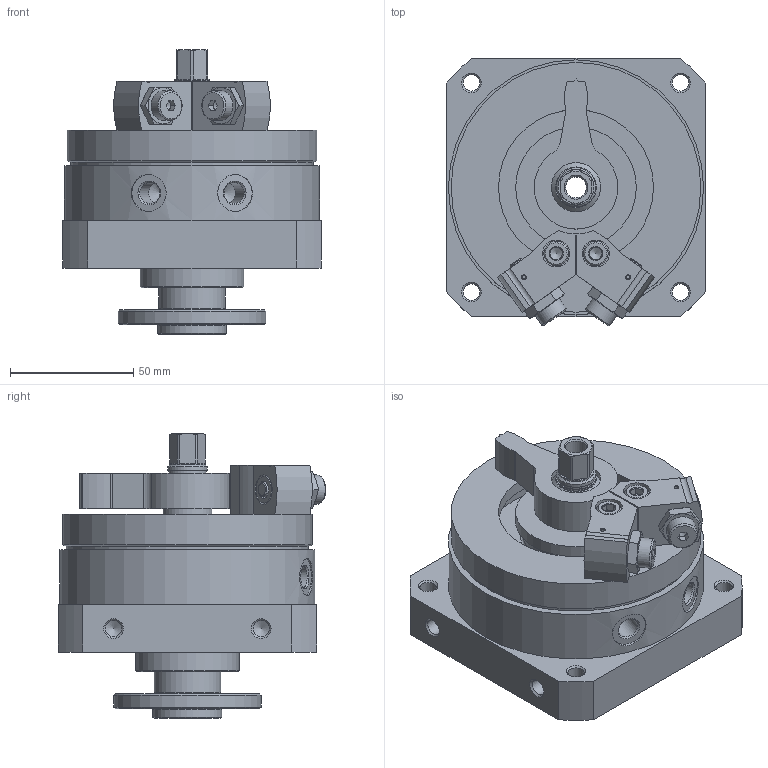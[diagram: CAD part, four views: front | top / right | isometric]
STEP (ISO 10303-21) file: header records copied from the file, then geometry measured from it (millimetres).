
FILE_DESCRIPTION(/* description */ ('STEP AP214'),/* implementation_level */ '2;1');
FILE_NAME(/* name */ '547583_DSM-32-270-P-FW-A-B',/* time_stamp */ '2024-08-21T18:26:09+02:00',/* author */ ('License CC BY-ND 4.0'),/* organization */ ('CADENAS'),/* preprocessor_version */ 'ST-DEVELOPER v19.3',/* originating_system */ 'PARTsolutions',/* authorisation */ ' ');
FILE_SCHEMA (('AUTOMOTIVE_DESIGN {1 0 10303 214 3 1 1}'));
Length unit declared in the file: millimetre
Products named in the file (10): 547583 DSM-32-270-P-FW-A-B--(0); 547583 DSM-32-270-P-FW-A-B_G---(B); 704065 DSM-32-BR---(HZ); 710517 DSM-32-P-B; 371075 SLT-16; 342622 DSM-32_NS; DIN-912 - M6x25(F); 348987 SPZ-20 M12X1-4-15; 704064 DSM-32-BL---(HZ); 547583 DSM-32-270-P-FW-A-B_K---(B)
Assembly tree (14 placements, depth 2):
  547583 DSM-32-270-P-FW-A-B--(0)
    547583 DSM-32-270-P-FW-A-B_G---(B)
    704065 DSM-32-BR---(HZ)
    710517 DSM-32-P-B  x2
    371075 SLT-16  x2
    342622 DSM-32_NS  x2
    DIN-912 - M6x25(F)  x2
    348987 SPZ-20 M12X1-4-15  x2
    704064 DSM-32-BL---(HZ)
    547583 DSM-32-270-P-FW-A-B_K---(B)
Bounding box: 105 x 108.76 x 115.8 mm (x, y, z)
Volume: 529965.7 mm3; surface area: 106310.7 mm2
Topology: 14 solids, 14 shells, 400 faces, 925 edges, 578 vertices
Faces by surface type: plane 163, cylinder 125, cone 105, torus 7
Full cylindrical faces by diameter (mm): 1.567 x2, 4.917 x6, 6 x2, 6.5 x4, 6.6 x2, 6.647 x10, 7 x2, 8.566 x3, 10 x2, 10.917 x4, 11 x2, 12 x2, 14.5 x1, 15 x2, 15.2 x1, 16 x2, 20 x3, 27 x1, 28 x1, 42 x1, 43 x1, 49 x1, 60 x1, 63 x1, 72 x1, 82 x1, 98.5 x1, 101.5 x1, 103.65 x1
Entity records: 8899 total; most frequent: CARTESIAN_POINT 1597, DIRECTION 1561, ORIENTED_EDGE 1198, AXIS2_PLACEMENT_3D 662, EDGE_CURVE 599, FACE_BOUND 531, EDGE_LOOP 521, VERTEX_POINT 458
